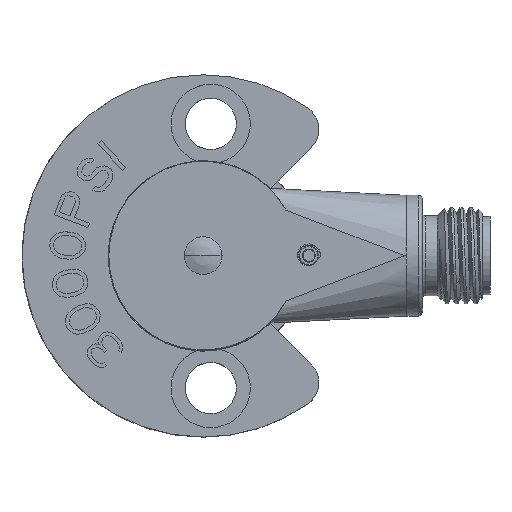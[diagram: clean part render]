
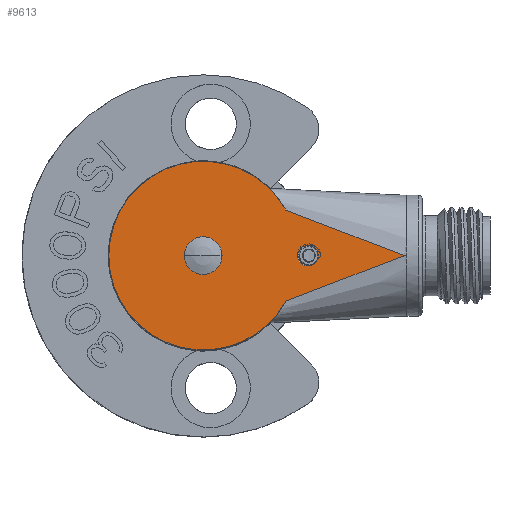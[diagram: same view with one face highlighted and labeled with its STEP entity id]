
A CAD part, top view. The second image highlights one B-rep face of the part: STEP entity #9613.
In plain terms, the highlighted planar face has unit normal (0, 0, 1).
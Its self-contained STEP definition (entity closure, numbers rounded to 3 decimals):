
#1650=CARTESIAN_POINT('',(0.,0.,27.3));
#1651=DIRECTION('',(0.,0.,1.));
#1652=DIRECTION('',(1.,-0.021,0.));
#1653=AXIS2_PLACEMENT_3D('',#1650,#1651,#1652);
#1827=CARTESIAN_POINT('',(14.712,-1.027,27.3));
#1828=CARTESIAN_POINT('',(14.629,-1.099,27.3));
#1829=CARTESIAN_POINT('',(14.45,-1.219,27.3));
#1830=CARTESIAN_POINT('',(14.12,-1.332,27.3));
#1831=CARTESIAN_POINT('',(13.771,-1.351,27.3));
#1832=CARTESIAN_POINT('',(13.434,-1.287,27.3));
#1833=CARTESIAN_POINT('',(13.112,-1.133,27.3));
#1834=CARTESIAN_POINT('',(12.835,-0.903,
27.3));
#1835=CARTESIAN_POINT('',(12.622,-0.61,
27.3));
#1836=CARTESIAN_POINT('',(12.53,-0.384,27.3));
#1837=CARTESIAN_POINT('',(12.497,-0.263,27.3));
#1931=CARTESIAN_POINT('',(12.497,0.256,27.3));
#2010=CARTESIAN_POINT('',(0.,0.,27.3));
#2011=DIRECTION('',(0.,0.,1.));
#2012=DIRECTION('',(1.,0.,0.));
#2013=AXIS2_PLACEMENT_3D('',#2010,#2011,#2012);
#2015=CARTESIAN_POINT('',(0.,0.,27.3));
#2016=DIRECTION('',(0.,0.,1.));
#2017=DIRECTION('',(-1.,0.,0.));
#2018=AXIS2_PLACEMENT_3D('',#2015,#2016,#2017);
#2020=DIRECTION('',(-0.933,-0.359,0.));
#2021=VECTOR('',#2020,16.802);
#2022=CARTESIAN_POINT('',(26.626,0.,
27.3));
#2023=LINE('',#2022,#2021);
#2024=CARTESIAN_POINT('',(0.,0.,27.3));
#2025=DIRECTION('',(0.,0.,-1.));
#2026=DIRECTION('',(0.876,-0.483,0.));
#2027=AXIS2_PLACEMENT_3D('',#2024,#2025,#2026);
#2029=CARTESIAN_POINT('',(0.,0.,27.3));
#2030=DIRECTION('',(0.,0.,-1.));
#2031=DIRECTION('',(-1.,0.,0.));
#2032=AXIS2_PLACEMENT_3D('',#2029,#2030,#2031);
#2034=DIRECTION('',(0.933,-0.359,0.));
#2035=VECTOR('',#2034,16.802);
#2036=CARTESIAN_POINT('',(10.946,6.036,27.3));
#2037=LINE('',#2036,#2035);
#2038=CARTESIAN_POINT('',(14.713,1.026,27.3));
#2039=CARTESIAN_POINT('',(14.626,1.101,27.3));
#2040=CARTESIAN_POINT('',(14.442,1.22,27.3));
#2041=CARTESIAN_POINT('',(14.115,1.333,27.3));
#2042=CARTESIAN_POINT('',(13.77,1.348,27.3));
#2043=CARTESIAN_POINT('',(13.441,1.284,27.3));
#2044=CARTESIAN_POINT('',(13.121,1.138,27.3));
#2045=CARTESIAN_POINT('',(12.843,0.912,27.3));
#2046=CARTESIAN_POINT('',(12.627,0.614,27.3));
#2047=CARTESIAN_POINT('',(12.531,0.382,27.3));
#2048=CARTESIAN_POINT('',(12.497,0.256,27.3));
#2050=CARTESIAN_POINT('',(14.712,-1.027,27.3));
#2051=CARTESIAN_POINT('',(14.809,-0.96,
27.3));
#2052=CARTESIAN_POINT('',(14.976,-0.805,
27.3));
#2053=CARTESIAN_POINT('',(15.16,-0.508,
27.3));
#2054=CARTESIAN_POINT('',(15.254,-0.173,
27.3));
#2055=CARTESIAN_POINT('',(15.254,0.175,27.3));
#2056=CARTESIAN_POINT('',(15.159,0.509,27.3));
#2057=CARTESIAN_POINT('',(14.975,0.807,27.3));
#2058=CARTESIAN_POINT('',(14.807,0.961,27.3));
#2059=CARTESIAN_POINT('',(14.713,1.026,27.3));
#2093=CARTESIAN_POINT('',(10.946,-6.036,27.3));
#3343=CARTESIAN_POINT('',(14.713,1.026,27.3));
#3345=CARTESIAN_POINT('',(14.712,-1.027,27.3));
#6661=VERTEX_POINT('',#2093);
#6662=CARTESIAN_POINT('',(26.626,0.,
27.3));
#6663=VERTEX_POINT('',#6662);
#6676=CARTESIAN_POINT('',(10.946,6.036,27.3));
#6677=VERTEX_POINT('',#6676);
#6678=CARTESIAN_POINT('',(-12.5,0.,27.3));
#6679=VERTEX_POINT('',#6678);
#6688=VERTEX_POINT('',#3345);
#6729=VERTEX_POINT('',#3343);
#7654=CARTESIAN_POINT('',(-2.5,0.,27.3));
#7655=CARTESIAN_POINT('',(2.5,0.,27.3));
#7656=VERTEX_POINT('',#7654);
#7657=VERTEX_POINT('',#7655);
#7665=VERTEX_POINT('',#1931);
#7666=VERTEX_POINT('',#1837);
#9586=CARTESIAN_POINT('',(7.063,0.,27.3));
#9587=DIRECTION('',(0.,0.,1.));
#9588=DIRECTION('',(1.,0.,0.));
#9589=AXIS2_PLACEMENT_3D('',#9586,#9587,#9588);
#9590=PLANE('',#9589);
#9592=ORIENTED_EDGE('',*,*,#9591,.T.);
#9594=ORIENTED_EDGE('',*,*,#9593,.T.);
#9595=ORIENTED_EDGE('',*,*,#9132,.T.);
#9597=ORIENTED_EDGE('',*,*,#9596,.T.);
#9598=EDGE_LOOP('',(#9592,#9594,#9595,#9597));
#9599=FACE_OUTER_BOUND('',#9598,.F.);
#9601=ORIENTED_EDGE('',*,*,#9600,.T.);
#9603=ORIENTED_EDGE('',*,*,#9602,.T.);
#9604=EDGE_LOOP('',(#9601,#9603));
#9605=FACE_BOUND('',#9604,.F.);
#9606=ORIENTED_EDGE('',*,*,#9557,.T.);
#9607=ORIENTED_EDGE('',*,*,#9093,.F.);
#9608=ORIENTED_EDGE('',*,*,#9334,.F.);
#9610=ORIENTED_EDGE('',*,*,#9609,.T.);
#9611=EDGE_LOOP('',(#9606,#9607,#9608,#9610));
#9612=FACE_BOUND('',#9611,.F.);
#9613=ADVANCED_FACE('',(#9599,#9605,#9612),#9590,.T.);
#1654=CIRCLE('',#1653,12.5);
#1838=B_SPLINE_CURVE_WITH_KNOTS('',3,(#1827,#1828,#1829,#1830,#1831,#1832,#1833,
#1834,#1835,#1836,#1837),.UNSPECIFIED.,.F.,.F.,(4,1,1,1,1,1,1,1,4),(0.,
0.125,0.25,0.375,0.5,0.625,0.75,0.875,1.),.UNSPECIFIED.);
#2014=CIRCLE('',#2013,2.5);
#2019=CIRCLE('',#2018,2.5);
#2028=CIRCLE('',#2027,12.5);
#2033=CIRCLE('',#2032,12.5);
#2049=B_SPLINE_CURVE_WITH_KNOTS('',3,(#2038,#2039,#2040,#2041,#2042,#2043,#2044,
#2045,#2046,#2047,#2048),.UNSPECIFIED.,.F.,.F.,(4,1,1,1,1,1,1,1,4),(0.,
0.125,0.25,0.375,0.5,0.625,0.75,0.875,1.),.UNSPECIFIED.);
#2060=B_SPLINE_CURVE_WITH_KNOTS('',3,(#2050,#2051,#2052,#2053,#2054,#2055,#2056,
#2057,#2058,#2059),.UNSPECIFIED.,.F.,.F.,(4,1,1,1,1,1,1,4),(0.,
0.143,0.286,0.429,0.571,
0.714,0.857,1.),.UNSPECIFIED.);
#9093=EDGE_CURVE('',#7666,#7665,#1654,.T.);
#9132=EDGE_CURVE('',#6679,#6677,#2033,.T.);
#9334=EDGE_CURVE('',#6688,#7666,#1838,.T.);
#9557=EDGE_CURVE('',#6729,#7665,#2049,.T.);
#9591=EDGE_CURVE('',#6663,#6661,#2023,.T.);
#9593=EDGE_CURVE('',#6661,#6679,#2028,.T.);
#9596=EDGE_CURVE('',#6677,#6663,#2037,.T.);
#9600=EDGE_CURVE('',#7657,#7656,#2014,.T.);
#9602=EDGE_CURVE('',#7656,#7657,#2019,.T.);
#9609=EDGE_CURVE('',#6688,#6729,#2060,.T.);
